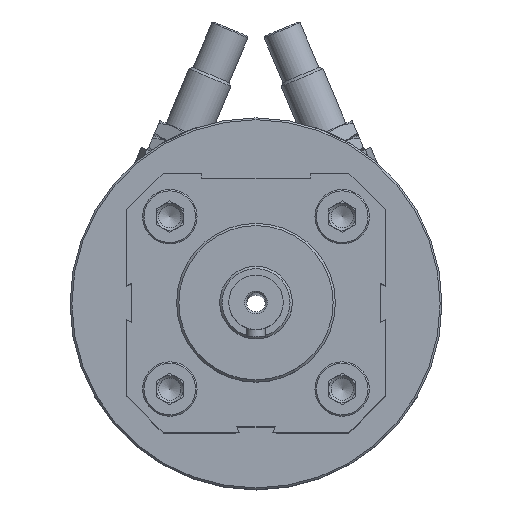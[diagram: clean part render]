
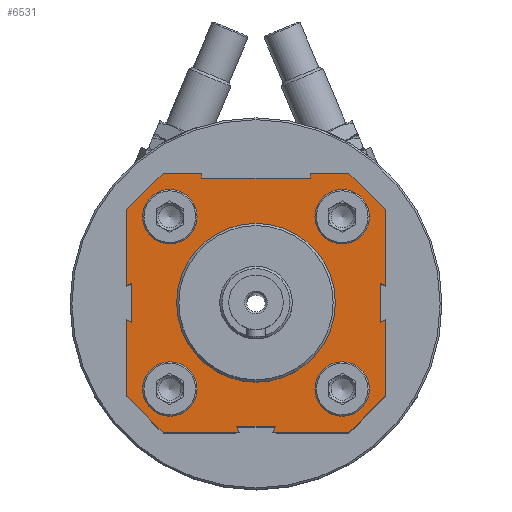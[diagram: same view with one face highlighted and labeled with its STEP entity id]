
A CAD part, top view. The second image highlights one B-rep face of the part: STEP entity #6531.
In plain terms, the highlighted face is planar.
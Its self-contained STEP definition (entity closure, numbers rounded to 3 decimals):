
#339=LINE('',#10014,#862);
#340=LINE('',#10017,#863);
#341=LINE('',#10019,#864);
#342=LINE('',#10021,#865);
#343=LINE('',#10023,#866);
#344=LINE('',#10025,#867);
#345=LINE('',#10027,#868);
#346=LINE('',#10029,#869);
#347=LINE('',#10031,#870);
#348=LINE('',#10033,#871);
#349=LINE('',#10035,#872);
#350=LINE('',#10037,#873);
#351=LINE('',#10039,#874);
#352=LINE('',#10041,#875);
#353=LINE('',#10043,#876);
#354=LINE('',#10045,#877);
#355=LINE('',#10047,#878);
#356=LINE('',#10049,#879);
#357=LINE('',#10051,#880);
#358=LINE('',#10053,#881);
#359=LINE('',#10055,#882);
#360=LINE('',#10057,#883);
#361=LINE('',#10059,#884);
#362=LINE('',#10061,#885);
#862=VECTOR('',#7887,1000.);
#863=VECTOR('',#7888,1000.);
#864=VECTOR('',#7889,1000.);
#865=VECTOR('',#7890,1000.);
#866=VECTOR('',#7891,1000.);
#867=VECTOR('',#7892,1000.);
#868=VECTOR('',#7893,1000.);
#869=VECTOR('',#7894,1000.);
#870=VECTOR('',#7895,1000.);
#871=VECTOR('',#7896,1000.);
#872=VECTOR('',#7897,1000.);
#873=VECTOR('',#7898,1000.);
#874=VECTOR('',#7899,1000.);
#875=VECTOR('',#7900,1000.);
#876=VECTOR('',#7901,1000.);
#877=VECTOR('',#7902,1000.);
#878=VECTOR('',#7903,1000.);
#879=VECTOR('',#7904,1000.);
#880=VECTOR('',#7905,1000.);
#881=VECTOR('',#7906,1000.);
#882=VECTOR('',#7907,1000.);
#883=VECTOR('',#7908,1000.);
#884=VECTOR('',#7909,1000.);
#885=VECTOR('',#7910,1000.);
#1385=ORIENTED_EDGE('',*,*,#3201,.F.);
#1386=ORIENTED_EDGE('',*,*,#3202,.F.);
#1387=ORIENTED_EDGE('',*,*,#3203,.F.);
#1388=ORIENTED_EDGE('',*,*,#3204,.F.);
#1389=ORIENTED_EDGE('',*,*,#3205,.F.);
#1390=ORIENTED_EDGE('',*,*,#3206,.F.);
#1391=ORIENTED_EDGE('',*,*,#3207,.F.);
#1392=ORIENTED_EDGE('',*,*,#3208,.F.);
#1393=ORIENTED_EDGE('',*,*,#3209,.F.);
#1394=ORIENTED_EDGE('',*,*,#3210,.F.);
#1395=ORIENTED_EDGE('',*,*,#3211,.F.);
#1396=ORIENTED_EDGE('',*,*,#3212,.F.);
#1397=ORIENTED_EDGE('',*,*,#3213,.F.);
#1398=ORIENTED_EDGE('',*,*,#3214,.F.);
#1399=ORIENTED_EDGE('',*,*,#3215,.F.);
#1400=ORIENTED_EDGE('',*,*,#3216,.F.);
#1401=ORIENTED_EDGE('',*,*,#3217,.F.);
#1402=ORIENTED_EDGE('',*,*,#3218,.F.);
#1403=ORIENTED_EDGE('',*,*,#3219,.F.);
#1404=ORIENTED_EDGE('',*,*,#3220,.F.);
#1405=ORIENTED_EDGE('',*,*,#3221,.F.);
#1406=ORIENTED_EDGE('',*,*,#3222,.F.);
#1407=ORIENTED_EDGE('',*,*,#3223,.F.);
#1408=ORIENTED_EDGE('',*,*,#3224,.F.);
#1409=ORIENTED_EDGE('',*,*,#3225,.F.);
#1410=ORIENTED_EDGE('',*,*,#3226,.F.);
#1411=ORIENTED_EDGE('',*,*,#3227,.F.);
#1412=ORIENTED_EDGE('',*,*,#3228,.F.);
#1413=ORIENTED_EDGE('',*,*,#3229,.F.);
#3201=EDGE_CURVE('',#4109,#4109,#4751,.T.);
#3202=EDGE_CURVE('',#4110,#4110,#4752,.T.);
#3203=EDGE_CURVE('',#4111,#4111,#4753,.F.);
#3204=EDGE_CURVE('',#4112,#4113,#339,.T.);
#3205=EDGE_CURVE('',#4114,#4112,#340,.T.);
#3206=EDGE_CURVE('',#4115,#4114,#341,.T.);
#3207=EDGE_CURVE('',#4116,#4115,#342,.T.);
#3208=EDGE_CURVE('',#4117,#4116,#343,.T.);
#3209=EDGE_CURVE('',#4118,#4117,#344,.T.);
#3210=EDGE_CURVE('',#4119,#4118,#345,.T.);
#3211=EDGE_CURVE('',#4120,#4119,#346,.T.);
#3212=EDGE_CURVE('',#4121,#4120,#347,.T.);
#3213=EDGE_CURVE('',#4122,#4121,#348,.T.);
#3214=EDGE_CURVE('',#4123,#4122,#349,.T.);
#3215=EDGE_CURVE('',#4124,#4123,#350,.T.);
#3216=EDGE_CURVE('',#4125,#4124,#351,.T.);
#3217=EDGE_CURVE('',#4126,#4125,#352,.T.);
#3218=EDGE_CURVE('',#4127,#4126,#353,.T.);
#3219=EDGE_CURVE('',#4128,#4127,#354,.T.);
#3220=EDGE_CURVE('',#4129,#4128,#355,.T.);
#3221=EDGE_CURVE('',#4130,#4129,#356,.T.);
#3222=EDGE_CURVE('',#4131,#4130,#357,.T.);
#3223=EDGE_CURVE('',#4132,#4131,#358,.T.);
#3224=EDGE_CURVE('',#4133,#4132,#359,.T.);
#3225=EDGE_CURVE('',#4134,#4133,#360,.T.);
#3226=EDGE_CURVE('',#4135,#4134,#361,.T.);
#3227=EDGE_CURVE('',#4113,#4135,#362,.T.);
#3228=EDGE_CURVE('',#4136,#4136,#4754,.T.);
#3229=EDGE_CURVE('',#4137,#4137,#4755,.T.);
#4109=VERTEX_POINT('',#10009);
#4110=VERTEX_POINT('',#10011);
#4111=VERTEX_POINT('',#10013);
#4112=VERTEX_POINT('',#10015);
#4113=VERTEX_POINT('',#10016);
#4114=VERTEX_POINT('',#10018);
#4115=VERTEX_POINT('',#10020);
#4116=VERTEX_POINT('',#10022);
#4117=VERTEX_POINT('',#10024);
#4118=VERTEX_POINT('',#10026);
#4119=VERTEX_POINT('',#10028);
#4120=VERTEX_POINT('',#10030);
#4121=VERTEX_POINT('',#10032);
#4122=VERTEX_POINT('',#10034);
#4123=VERTEX_POINT('',#10036);
#4124=VERTEX_POINT('',#10038);
#4125=VERTEX_POINT('',#10040);
#4126=VERTEX_POINT('',#10042);
#4127=VERTEX_POINT('',#10044);
#4128=VERTEX_POINT('',#10046);
#4129=VERTEX_POINT('',#10048);
#4130=VERTEX_POINT('',#10050);
#4131=VERTEX_POINT('',#10052);
#4132=VERTEX_POINT('',#10054);
#4133=VERTEX_POINT('',#10056);
#4134=VERTEX_POINT('',#10058);
#4135=VERTEX_POINT('',#10060);
#4136=VERTEX_POINT('',#10063);
#4137=VERTEX_POINT('',#10065);
#4751=CIRCLE('',#7076,6.);
#4752=CIRCLE('',#7077,6.);
#4753=CIRCLE('',#7078,17.5);
#4754=CIRCLE('',#7079,6.);
#4755=CIRCLE('',#7080,6.);
#5108=EDGE_LOOP('',(#1385));
#5109=EDGE_LOOP('',(#1386));
#5110=EDGE_LOOP('',(#1387));
#5111=EDGE_LOOP('',(#1388,#1389,#1390,#1391,#1392,#1393,#1394,#1395,#1396,
#1397,#1398,#1399,#1400,#1401,#1402,#1403,#1404,#1405,#1406,#1407,#1408,
#1409,#1410,#1411));
#5112=EDGE_LOOP('',(#1412));
#5113=EDGE_LOOP('',(#1413));
#5701=FACE_BOUND('',#5108,.T.);
#5702=FACE_BOUND('',#5109,.T.);
#5703=FACE_BOUND('',#5110,.T.);
#5704=FACE_BOUND('',#5111,.T.);
#5705=FACE_BOUND('',#5112,.T.);
#5706=FACE_BOUND('',#5113,.T.);
#6301=PLANE('',#7075);
#6531=ADVANCED_FACE('',(#5701,#5702,#5703,#5704,#5705,#5706),#6301,.F.);
#7075=AXIS2_PLACEMENT_3D('',#10007,#7879,#7880);
#7076=AXIS2_PLACEMENT_3D('',#10008,#7881,#7882);
#7077=AXIS2_PLACEMENT_3D('',#10010,#7883,#7884);
#7078=AXIS2_PLACEMENT_3D('',#10012,#7885,#7886);
#7079=AXIS2_PLACEMENT_3D('',#10062,#7911,#7912);
#7080=AXIS2_PLACEMENT_3D('',#10064,#7913,#7914);
#7879=DIRECTION('',(1.,0.,0.));
#7880=DIRECTION('',(0.,0.,-1.));
#7881=DIRECTION('',(-1.,0.,0.));
#7882=DIRECTION('',(0.,0.,1.));
#7883=DIRECTION('',(-1.,0.,0.));
#7884=DIRECTION('',(0.,0.,1.));
#7885=DIRECTION('',(1.,0.,0.));
#7886=DIRECTION('',(0.,0.,-1.));
#7887=DIRECTION('',(0.,-1.,0.));
#7888=DIRECTION('',(0.,0.429,0.903));
#7889=DIRECTION('',(0.,-1.,0.));
#7890=DIRECTION('',(0.,0.429,-0.903));
#7891=DIRECTION('',(0.,-1.,0.));
#7892=DIRECTION('',(0.,-0.707,0.707));
#7893=DIRECTION('',(0.,0.,1.));
#7894=DIRECTION('',(0.,0.996,0.087));
#7895=DIRECTION('',(0.,0.,1.));
#7896=DIRECTION('',(0.,-0.996,0.087));
#7897=DIRECTION('',(0.,0.,1.));
#7898=DIRECTION('',(0.,0.707,0.707));
#7899=DIRECTION('',(0.,1.,0.));
#7900=DIRECTION('',(0.,-0.429,-0.903));
#7901=DIRECTION('',(0.,1.,0.));
#7902=DIRECTION('',(0.,-0.429,0.903));
#7903=DIRECTION('',(0.,1.,0.));
#7904=DIRECTION('',(0.,0.707,-0.707));
#7905=DIRECTION('',(0.,0.,-1.));
#7906=DIRECTION('',(0.,-0.903,0.429));
#7907=DIRECTION('',(0.,0.,-1.));
#7908=DIRECTION('',(0.,0.903,0.429));
#7909=DIRECTION('',(0.,0.,-1.));
#7910=DIRECTION('',(0.,-0.707,-0.707));
#7911=DIRECTION('',(-1.,0.,0.));
#7912=DIRECTION('',(0.,0.,1.));
#7913=DIRECTION('',(-1.,0.,0.));
#7914=DIRECTION('',(0.,0.,1.));
#10007=CARTESIAN_POINT('',(-196.2,0.,0.));
#10008=CARTESIAN_POINT('',(-196.2,-19.,19.));
#10009=CARTESIAN_POINT('',(-196.2,-19.,25.));
#10010=CARTESIAN_POINT('',(-196.2,19.,-19.));
#10011=CARTESIAN_POINT('',(-196.2,19.,-13.));
#10012=CARTESIAN_POINT('',(-196.2,0.,0.));
#10013=CARTESIAN_POINT('',(-196.2,0.,-17.5));
#10014=CARTESIAN_POINT('',(-196.2,-3.734,28.5));
#10015=CARTESIAN_POINT('',(-196.2,-3.734,28.5));
#10016=CARTESIAN_POINT('',(-196.2,-20.5,28.5));
#10017=CARTESIAN_POINT('',(-196.2,-4.275,27.36));
#10018=CARTESIAN_POINT('',(-196.2,-4.275,27.36));
#10019=CARTESIAN_POINT('',(-196.2,4.275,27.36));
#10020=CARTESIAN_POINT('',(-196.2,4.275,27.36));
#10021=CARTESIAN_POINT('',(-196.2,3.734,28.5));
#10022=CARTESIAN_POINT('',(-196.2,3.734,28.5));
#10023=CARTESIAN_POINT('',(-196.2,20.5,28.5));
#10024=CARTESIAN_POINT('',(-196.2,20.5,28.5));
#10025=CARTESIAN_POINT('',(-196.2,28.5,20.5));
#10026=CARTESIAN_POINT('',(-196.2,28.5,20.5));
#10027=CARTESIAN_POINT('',(-196.2,28.5,12.));
#10028=CARTESIAN_POINT('',(-196.2,28.5,12.));
#10029=CARTESIAN_POINT('',(-196.2,27.474,11.91));
#10030=CARTESIAN_POINT('',(-196.2,27.474,11.91));
#10031=CARTESIAN_POINT('',(-196.2,27.474,-11.91));
#10032=CARTESIAN_POINT('',(-196.2,27.474,-11.91));
#10033=CARTESIAN_POINT('',(-196.2,28.5,-12.));
#10034=CARTESIAN_POINT('',(-196.2,28.5,-12.));
#10035=CARTESIAN_POINT('',(-196.2,28.5,-20.5));
#10036=CARTESIAN_POINT('',(-196.2,28.5,-20.5));
#10037=CARTESIAN_POINT('',(-196.2,20.5,-28.5));
#10038=CARTESIAN_POINT('',(-196.2,20.5,-28.5));
#10039=CARTESIAN_POINT('',(-196.2,3.734,-28.5));
#10040=CARTESIAN_POINT('',(-196.2,3.734,-28.5));
#10041=CARTESIAN_POINT('',(-196.2,4.275,-27.36));
#10042=CARTESIAN_POINT('',(-196.2,4.275,-27.36));
#10043=CARTESIAN_POINT('',(-196.2,-4.275,-27.36));
#10044=CARTESIAN_POINT('',(-196.2,-4.275,-27.36));
#10045=CARTESIAN_POINT('',(-196.2,-3.734,-28.5));
#10046=CARTESIAN_POINT('',(-196.2,-3.734,-28.5));
#10047=CARTESIAN_POINT('',(-196.2,-20.5,-28.5));
#10048=CARTESIAN_POINT('',(-196.2,-20.5,-28.5));
#10049=CARTESIAN_POINT('',(-196.2,-28.5,-20.5));
#10050=CARTESIAN_POINT('',(-196.2,-28.5,-20.5));
#10051=CARTESIAN_POINT('',(-196.2,-28.5,-3.734));
#10052=CARTESIAN_POINT('',(-196.2,-28.5,-3.734));
#10053=CARTESIAN_POINT('',(-196.2,-27.36,-4.275));
#10054=CARTESIAN_POINT('',(-196.2,-27.36,-4.275));
#10055=CARTESIAN_POINT('',(-196.2,-27.36,4.275));
#10056=CARTESIAN_POINT('',(-196.2,-27.36,4.275));
#10057=CARTESIAN_POINT('',(-196.2,-28.5,3.734));
#10058=CARTESIAN_POINT('',(-196.2,-28.5,3.734));
#10059=CARTESIAN_POINT('',(-196.2,-28.5,20.5));
#10060=CARTESIAN_POINT('',(-196.2,-28.5,20.5));
#10061=CARTESIAN_POINT('',(-196.2,-20.5,28.5));
#10062=CARTESIAN_POINT('',(-196.2,-19.,-19.));
#10063=CARTESIAN_POINT('',(-196.2,-19.,-13.));
#10064=CARTESIAN_POINT('',(-196.2,19.,19.));
#10065=CARTESIAN_POINT('',(-196.2,19.,25.));
